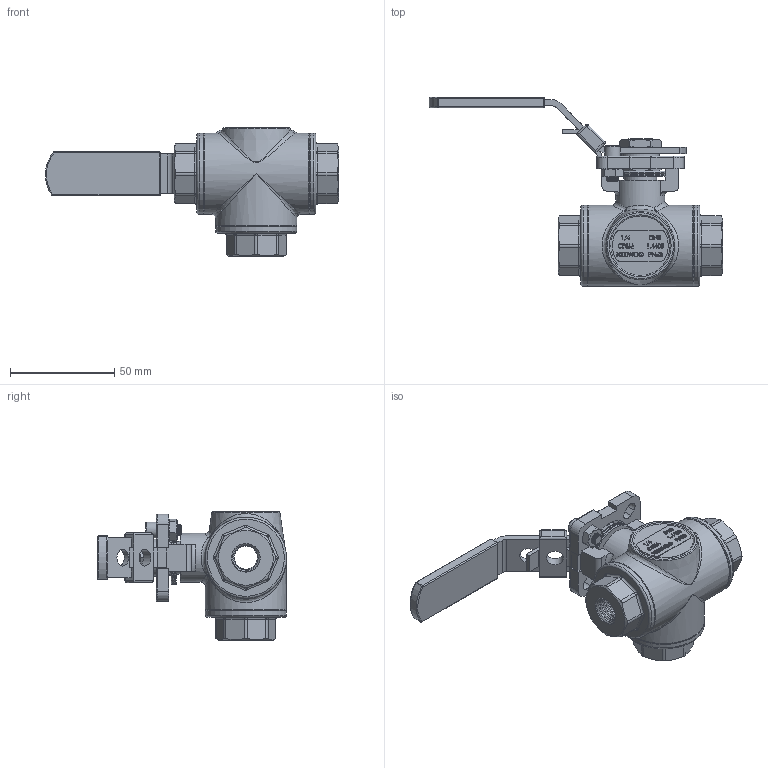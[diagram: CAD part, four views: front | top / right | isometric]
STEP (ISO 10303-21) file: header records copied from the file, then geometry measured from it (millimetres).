
FILE_DESCRIPTION(/* description */ ('Unknown'),/* implementation_level */ '2;1');
FILE_NAME(/* name */ '9334_9335-03',/* time_stamp */ '2020-10-20T08:55:58+02:00',/* author */ ('Unknown'),/* organization */ ('Unknown'),/* preprocessor_version */ 'ST-DEVELOPER v16.7',/* originating_system */ 'Solid Edge',/* authorisation */ 'Unknown');
FILE_SCHEMA (('AUTOMOTIVE_DESIGN {1 0 10303 214 3 1 1}'));
Products named in the file (1): 8.303_308.010
Bounding box: 140.76 x 90.67 x 61.5 mm (x, y, z)
Volume: 123312.4 mm3; surface area: 34524.8 mm2
Topology: 1 solids, 1 shells, 998 faces, 2783 edges, 1751 vertices
Faces by surface type: plane 403, cylinder 275, bspline 189, torus 59, sphere 44, cone 28
Full cylindrical faces by diameter (mm): 5.4 x1, 7.6 x1, 8 x2, 11 x2, 15.7 x1, 18 x1, 23.5 x1, 25.94 x2, 27 x1, 39 x5
Entity records: 59465 total; most frequent: CARTESIAN_POINT 36323, ORIENTED_EDGE 5318, DIRECTION 4001, EDGE_CURVE 2659, VERTEX_POINT 1733, LINE 1367, VECTOR 1367, AXIS2_PLACEMENT_3D 1317
